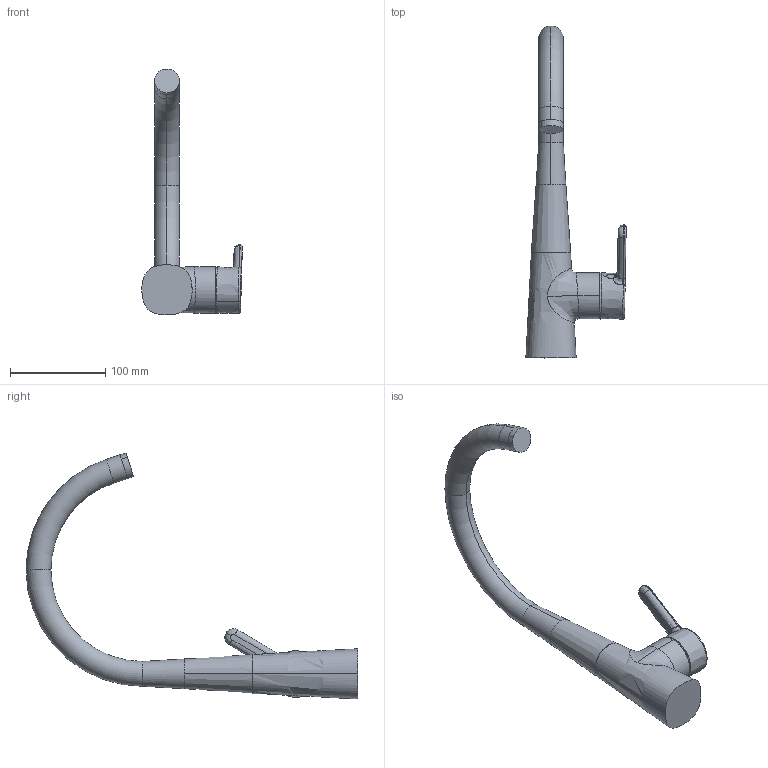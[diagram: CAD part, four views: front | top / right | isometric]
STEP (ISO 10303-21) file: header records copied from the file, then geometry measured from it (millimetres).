
FILE_DESCRIPTION (( 'STEP AP203' ), '1' );
FILE_NAME ('3030F(2017)+51012283.STEP', '2017-11-27T12:26:11', ( '' ), ( '' ), 'SwSTEP 2.0', 'SolidWorks 2016', '' );
FILE_SCHEMA (( 'CONFIG_CONTROL_DESIGN' ));
Length unit declared in the file: millimetre
Products named in the file (1): 3030F(2017)+51012283
Bounding box: 105.07 x 347.63 x 257.71 mm (x, y, z)
Surface area: 83683.9 mm2 (no closed solid volume)
Topology: 0 solids, 6 shells, 58 faces, 130 edges, 84 vertices
Faces by surface type: bspline 27, plane 14, cylinder 8, torus 6, cone 2, sphere 1
Entity records: 7244 total; most frequent: CARTESIAN_POINT 6094, ORIENTED_EDGE 256, DIRECTION 158, EDGE_CURVE 128, VERTEX_POINT 83, AXIS2_PLACEMENT_3D 68, B_SPLINE_CURVE_WITH_KNOTS 65, EDGE_LOOP 59
